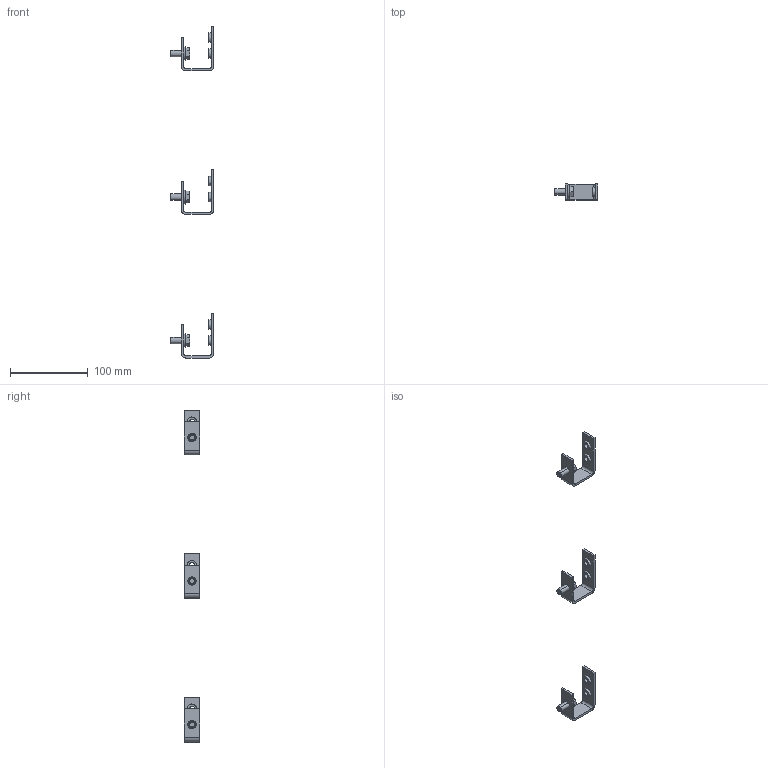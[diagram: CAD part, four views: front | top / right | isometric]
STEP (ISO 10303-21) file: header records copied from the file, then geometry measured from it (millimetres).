
FILE_DESCRIPTION(('CATIA V5 STEP'),'2;1');
FILE_NAME('L8500262_Adapterbuegel AB-SL00_42-kpl.stp','2018-01-05T15:43:02+00:00',('none'),('Jean Müller GmbH'),'CATIA Version 5 Release 19 SP 9 (IN-10)','CATIA V5 STEP AP214','none');
FILE_SCHEMA(('AUTOMOTIVE_DESIGN { 1 0 10303 214 1 1 1 1 }'));
Length unit declared in the file: millimetre
Products named in the file (5): L8500262_L_Adapterbuegel AB-SL00/42; 60417_Setzmutter_M8; 68292_Sechskantschraube DIN933-M8x20; 66901_Spannscheibe DIN 6796-8; 152864_Adapterwinkel 1xSL00/42 hoch
Assembly tree (15 placements, depth 2):
  L8500262_L_Adapterbuegel AB-SL00/42
    60417_Setzmutter_M8  x6
    68292_Sechskantschraube DIN933-M8x20  x3
    66901_Spannscheibe DIN 6796-8  x3
    152864_Adapterwinkel 1xSL00/42 hoch  x3
Bounding box: 56.36 x 20 x 428 mm (x, y, z)
Volume: 30404.7 mm3; surface area: 25485.7 mm2
Topology: 15 solids, 15 shells, 204 faces, 462 edges, 294 vertices
Faces by surface type: plane 78, cylinder 72, cone 54
Entity records: 1838 total; most frequent: CARTESIAN_POINT 364, DIRECTION 268, ORIENTED_EDGE 264, EDGE_CURVE 132, AXIS2_PLACEMENT_3D 126, VERTEX_POINT 84, VECTOR 70, LINE 70
